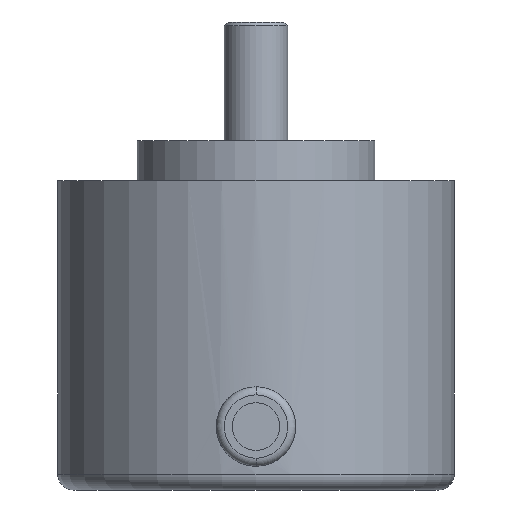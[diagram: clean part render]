
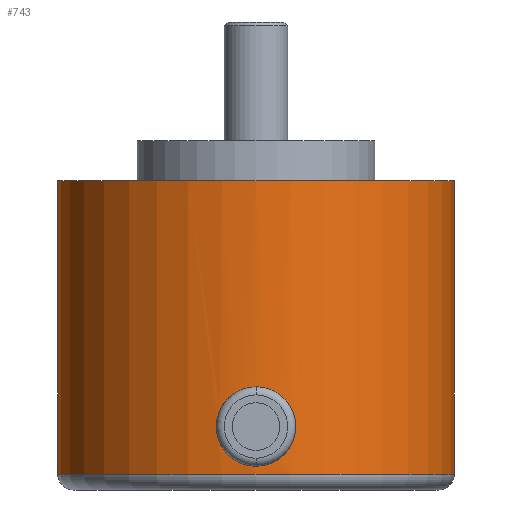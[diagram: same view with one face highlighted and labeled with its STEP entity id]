
A CAD part, front view. The second image highlights one B-rep face of the part: STEP entity #743.
In plain terms, the highlighted cylindrical face has radius 25 mm (diameter 50 mm), a partial arc.
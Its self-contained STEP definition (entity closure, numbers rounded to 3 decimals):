
#97=DIRECTION('',(0.,0.,1.));
#98=VECTOR('',#97,37.);
#99=CARTESIAN_POINT('',(25.,0.,2.));
#100=LINE('',#99,#98);
#104=CARTESIAN_POINT('',(0.,0.,2.));
#105=DIRECTION('',(0.,0.,-1.));
#106=DIRECTION('',(1.,0.,0.));
#107=AXIS2_PLACEMENT_3D('',#104,#105,#106);
#112=DIRECTION('',(0.,0.,1.));
#113=VECTOR('',#112,37.);
#114=CARTESIAN_POINT('',(-25.,0.,2.));
#115=LINE('',#114,#113);
#119=CARTESIAN_POINT('',(0.,-25.,13.));
#120=CARTESIAN_POINT('',(-0.331,-25.,
13.));
#121=CARTESIAN_POINT('',(-0.98,-24.987,
12.936));
#122=CARTESIAN_POINT('',(-1.928,-24.931,12.648));
#123=CARTESIAN_POINT('',(-2.796,-24.848,12.184));
#124=CARTESIAN_POINT('',(-3.557,-24.749,11.56));
#125=CARTESIAN_POINT('',(-4.182,-24.65,10.799));
#126=CARTESIAN_POINT('',(-4.647,-24.565,9.93));
#127=CARTESIAN_POINT('',(-4.935,-24.508,8.984));
#128=CARTESIAN_POINT('',(-5.032,-24.488,7.999));
#129=CARTESIAN_POINT('',(-4.935,-24.508,7.014));
#130=CARTESIAN_POINT('',(-4.647,-24.565,6.068));
#131=CARTESIAN_POINT('',(-4.181,-24.65,5.199));
#132=CARTESIAN_POINT('',(-3.556,-24.749,4.439));
#133=CARTESIAN_POINT('',(-2.794,-24.848,3.815));
#134=CARTESIAN_POINT('',(-1.927,-24.931,3.351));
#135=CARTESIAN_POINT('',(-0.979,-24.987,
3.064));
#136=CARTESIAN_POINT('',(-0.331,-25.,
3.));
#137=CARTESIAN_POINT('',(0.,-25.,
3.));
#142=CARTESIAN_POINT('',(0.,-25.,
3.));
#143=CARTESIAN_POINT('',(0.331,-25.,3.));
#144=CARTESIAN_POINT('',(0.98,-24.987,3.064));
#145=CARTESIAN_POINT('',(1.928,-24.931,3.352));
#146=CARTESIAN_POINT('',(2.796,-24.848,3.816));
#147=CARTESIAN_POINT('',(3.557,-24.749,4.44));
#148=CARTESIAN_POINT('',(4.182,-24.65,5.201));
#149=CARTESIAN_POINT('',(4.647,-24.565,6.07));
#150=CARTESIAN_POINT('',(4.935,-24.508,7.016));
#151=CARTESIAN_POINT('',(5.032,-24.488,8.001));
#152=CARTESIAN_POINT('',(4.935,-24.508,8.986));
#153=CARTESIAN_POINT('',(4.647,-24.565,9.932));
#154=CARTESIAN_POINT('',(4.181,-24.65,10.801));
#155=CARTESIAN_POINT('',(3.556,-24.749,11.561));
#156=CARTESIAN_POINT('',(2.794,-24.848,12.185));
#157=CARTESIAN_POINT('',(1.927,-24.931,12.649));
#158=CARTESIAN_POINT('',(0.979,-24.987,12.936));
#159=CARTESIAN_POINT('',(0.331,-25.,13.));
#160=CARTESIAN_POINT('',(0.,-25.,13.));
#173=CARTESIAN_POINT('',(0.,0.,39.));
#174=DIRECTION('',(0.,0.,1.));
#175=DIRECTION('',(-1.,0.,0.));
#176=AXIS2_PLACEMENT_3D('',#173,#174,#175);
#591=CARTESIAN_POINT('',(25.,0.,39.));
#592=CARTESIAN_POINT('',(-25.,0.,39.));
#593=VERTEX_POINT('',#591);
#594=VERTEX_POINT('',#592);
#611=CARTESIAN_POINT('',(25.,0.,2.));
#612=CARTESIAN_POINT('',(-25.,0.,2.));
#613=VERTEX_POINT('',#611);
#614=VERTEX_POINT('',#612);
#652=VERTEX_POINT('',#119);
#653=VERTEX_POINT('',#137);
#725=CARTESIAN_POINT('',(0.,0.,0.));
#726=DIRECTION('',(0.,0.,1.));
#727=DIRECTION('',(1.,0.,0.));
#728=AXIS2_PLACEMENT_3D('',#725,#726,#727);
#729=CYLINDRICAL_SURFACE('',#728,25.);
#730=ORIENTED_EDGE('',*,*,#690,.T.);
#731=ORIENTED_EDGE('',*,*,#720,.T.);
#733=ORIENTED_EDGE('',*,*,#732,.T.);
#734=ORIENTED_EDGE('',*,*,#716,.F.);
#735=EDGE_LOOP('',(#730,#731,#733,#734));
#736=FACE_OUTER_BOUND('',#735,.F.);
#738=ORIENTED_EDGE('',*,*,#737,.T.);
#740=ORIENTED_EDGE('',*,*,#739,.T.);
#741=EDGE_LOOP('',(#738,#740));
#742=FACE_BOUND('',#741,.F.);
#743=ADVANCED_FACE('',(#736,#742),#729,.T.);
#108=CIRCLE('',#107,25.);
#138=B_SPLINE_CURVE_WITH_KNOTS('',3,(#119,#120,#121,#122,#123,#124,#125,#126,
#127,#128,#129,#130,#131,#132,#133,#134,#135,#136,#137),.UNSPECIFIED.,.F.,.F.,
(4,1,1,1,1,1,1,1,1,1,1,1,1,1,1,1,4),(0.,0.063,0.125,0.188,0.25,
0.313,0.375,0.438,0.5,0.563,0.625,0.688,0.75,0.813,
0.875,0.938,1.),.UNSPECIFIED.);
#161=B_SPLINE_CURVE_WITH_KNOTS('',3,(#142,#143,#144,#145,#146,#147,#148,#149,
#150,#151,#152,#153,#154,#155,#156,#157,#158,#159,#160),.UNSPECIFIED.,.F.,.F.,
(4,1,1,1,1,1,1,1,1,1,1,1,1,1,1,1,4),(0.,0.063,0.125,0.188,0.25,
0.313,0.375,0.438,0.5,0.563,0.625,0.688,0.75,0.813,
0.875,0.938,1.),.UNSPECIFIED.);
#177=CIRCLE('',#176,25.);
#690=EDGE_CURVE('',#613,#614,#108,.T.);
#716=EDGE_CURVE('',#613,#593,#100,.T.);
#720=EDGE_CURVE('',#614,#594,#115,.T.);
#732=EDGE_CURVE('',#594,#593,#177,.T.);
#737=EDGE_CURVE('',#652,#653,#138,.T.);
#739=EDGE_CURVE('',#653,#652,#161,.T.);
